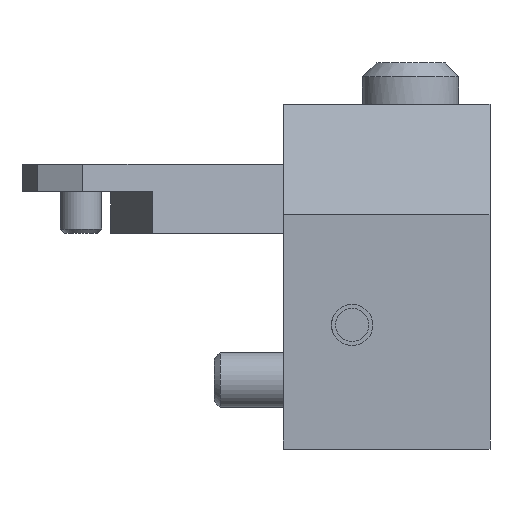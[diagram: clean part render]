
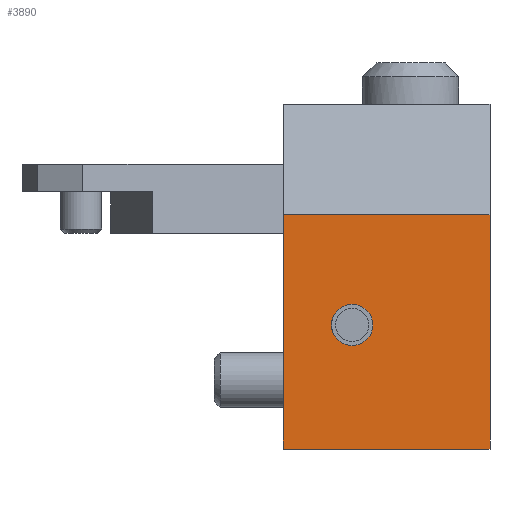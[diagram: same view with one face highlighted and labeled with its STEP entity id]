
A CAD part, front view. The second image highlights one B-rep face of the part: STEP entity #3890.
In plain terms, the highlighted planar face has unit normal (0, -1, 0).
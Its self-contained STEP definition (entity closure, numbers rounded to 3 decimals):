
#166=DIRECTION('',(0.,0.,1.));
#167=VECTOR('',#166,17.);
#168=CARTESIAN_POINT('',(15.,-50.,0.));
#169=LINE('',#168,#167);
#624=DIRECTION('',(1.,0.,0.));
#625=VECTOR('',#624,15.);
#626=CARTESIAN_POINT('',(0.,-50.,17.));
#627=LINE('',#626,#625);
#628=DIRECTION('',(0.,0.,1.));
#629=VECTOR('',#628,17.);
#630=CARTESIAN_POINT('',(0.,-50.,0.));
#631=LINE('',#630,#629);
#632=CARTESIAN_POINT('',(5.,-50.,9.));
#633=DIRECTION('',(0.,-1.,0.));
#634=DIRECTION('',(0.,0.,1.));
#635=AXIS2_PLACEMENT_3D('',#632,#633,#634);
#637=CARTESIAN_POINT('',(5.,-50.,9.));
#638=DIRECTION('',(0.,-1.,0.));
#639=DIRECTION('',(0.,0.,-1.));
#640=AXIS2_PLACEMENT_3D('',#637,#638,#639);
#642=DIRECTION('',(1.,0.,0.));
#643=VECTOR('',#642,15.);
#644=CARTESIAN_POINT('',(0.,-50.,0.));
#645=LINE('',#644,#643);
#2457=CARTESIAN_POINT('',(0.,-50.,0.));
#2458=CARTESIAN_POINT('',(15.,-50.,0.));
#2459=VERTEX_POINT('',#2457);
#2460=VERTEX_POINT('',#2458);
#2562=CARTESIAN_POINT('',(15.,-50.,17.));
#2564=VERTEX_POINT('',#2562);
#2565=CARTESIAN_POINT('',(0.,-50.,17.));
#2566=VERTEX_POINT('',#2565);
#3011=CARTESIAN_POINT('',(5.,-50.,10.5));
#3012=CARTESIAN_POINT('',(5.,-50.,7.5));
#3013=VERTEX_POINT('',#3011);
#3014=VERTEX_POINT('',#3012);
#3872=CARTESIAN_POINT('',(0.,-50.,0.));
#3873=DIRECTION('',(0.,-1.,0.));
#3874=DIRECTION('',(1.,0.,0.));
#3875=AXIS2_PLACEMENT_3D('',#3872,#3873,#3874);
#3876=PLANE('',#3875);
#3877=ORIENTED_EDGE('',*,*,#3864,.T.);
#3878=ORIENTED_EDGE('',*,*,#3213,.F.);
#3880=ORIENTED_EDGE('',*,*,#3879,.F.);
#3881=ORIENTED_EDGE('',*,*,#3494,.T.);
#3882=EDGE_LOOP('',(#3877,#3878,#3880,#3881));
#3883=FACE_OUTER_BOUND('',#3882,.F.);
#3885=ORIENTED_EDGE('',*,*,#3884,.T.);
#3887=ORIENTED_EDGE('',*,*,#3886,.T.);
#3888=EDGE_LOOP('',(#3885,#3887));
#3889=FACE_BOUND('',#3888,.F.);
#636=CIRCLE('',#635,1.5);
#641=CIRCLE('',#640,1.5);
#3213=EDGE_CURVE('',#2460,#2564,#169,.T.);
#3494=EDGE_CURVE('',#2459,#2566,#631,.T.);
#3864=EDGE_CURVE('',#2566,#2564,#627,.T.);
#3879=EDGE_CURVE('',#2459,#2460,#645,.T.);
#3884=EDGE_CURVE('',#3013,#3014,#636,.T.);
#3886=EDGE_CURVE('',#3014,#3013,#641,.T.);
#3890=ADVANCED_FACE('',(#3883,#3889),#3876,.T.);
